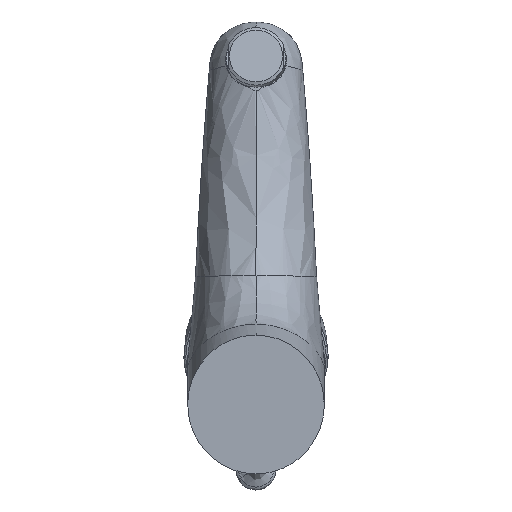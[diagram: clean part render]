
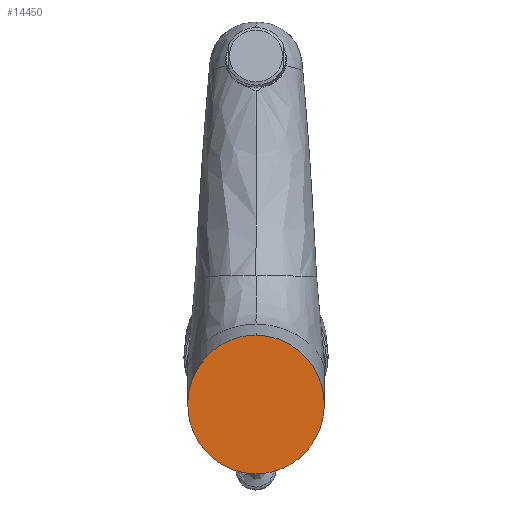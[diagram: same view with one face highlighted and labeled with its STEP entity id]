
A CAD part, front view. The second image highlights one B-rep face of the part: STEP entity #14450.
In plain terms, the highlighted planar face has unit normal (0, -1, 0).
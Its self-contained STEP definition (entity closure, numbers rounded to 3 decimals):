
#216 = VERTEX_POINT ( 'NONE', #14479 ) ;
#1228 = CARTESIAN_POINT ( 'NONE',  ( 0., 0., -27.924 ) ) ;
#1909 = CARTESIAN_POINT ( 'NONE',  ( 8.758, 0., 0. ) ) ;
#3001 = EDGE_LOOP ( 'NONE', ( #9037, #4332 ) ) ;
#3125 = DIRECTION ( 'NONE',  ( -1., 0., 0. ) ) ;
#3236 =( BOUNDED_CURVE ( )  B_SPLINE_CURVE ( 3, ( #4476, #12786, #5666, #14040 ),
 .UNSPECIFIED., .F., .T. ) 
 B_SPLINE_CURVE_WITH_KNOTS ( ( 4, 4 ),
 ( 0., 3.142 ),
 .UNSPECIFIED. ) 
 CURVE ( )  GEOMETRIC_REPRESENTATION_ITEM ( )  RATIONAL_B_SPLINE_CURVE ( ( 1., 0.333, 0.333, 1. ) ) 
 REPRESENTATION_ITEM ( '' )  );
#3294 = AXIS2_PLACEMENT_3D ( 'NONE', #1909, #10298, #3125 ) ;
#4097 = CARTESIAN_POINT ( 'NONE',  ( -55., 0., -27.924 ) ) ;
#4332 = ORIENTED_EDGE ( 'NONE', *, *, #13834, .F. ) ;
#4476 = CARTESIAN_POINT ( 'NONE',  ( 0., 0., 27.924 ) ) ;
#5446 = CARTESIAN_POINT ( 'NONE',  ( -55., 0., 27.924 ) ) ;
#5666 = CARTESIAN_POINT ( 'NONE',  ( 55., 0., -27.924 ) ) ;
#6440 = CARTESIAN_POINT ( 'NONE',  ( 0., 0., -27.924 ) ) ;
#7431 =( BOUNDED_CURVE ( )  B_SPLINE_CURVE ( 3, ( #6440, #4097, #5446, #13818 ),
 .UNSPECIFIED., .F., .T. ) 
 B_SPLINE_CURVE_WITH_KNOTS ( ( 4, 4 ),
 ( 3.142, 6.283 ),
 .UNSPECIFIED. ) 
 CURVE ( )  GEOMETRIC_REPRESENTATION_ITEM ( )  RATIONAL_B_SPLINE_CURVE ( ( 1., 0.333, 0.333, 1. ) ) 
 REPRESENTATION_ITEM ( '' )  );
#9037 = ORIENTED_EDGE ( 'NONE', *, *, #11704, .F. ) ;
#9074 = PLANE ( 'NONE',  #3294 ) ;
#10298 = DIRECTION ( 'NONE',  ( 0., -1., 0. ) ) ;
#11704 = EDGE_CURVE ( 'NONE', #216, #12236, #3236, .T. ) ;
#12236 = VERTEX_POINT ( 'NONE', #1228 ) ;
#12656 = FACE_OUTER_BOUND ( 'NONE', #3001, .T. ) ;
#12786 = CARTESIAN_POINT ( 'NONE',  ( 55., 0., 27.924 ) ) ;
#13818 = CARTESIAN_POINT ( 'NONE',  ( 0., 0., 27.924 ) ) ;
#13834 = EDGE_CURVE ( 'NONE', #12236, #216, #7431, .T. ) ;
#14040 = CARTESIAN_POINT ( 'NONE',  ( 0., 0., -27.924 ) ) ;
#14450 = ADVANCED_FACE ( 'NONE', ( #12656 ), #9074, .T. ) ;
#14479 = CARTESIAN_POINT ( 'NONE',  ( 0., 0., 27.924 ) ) ;
